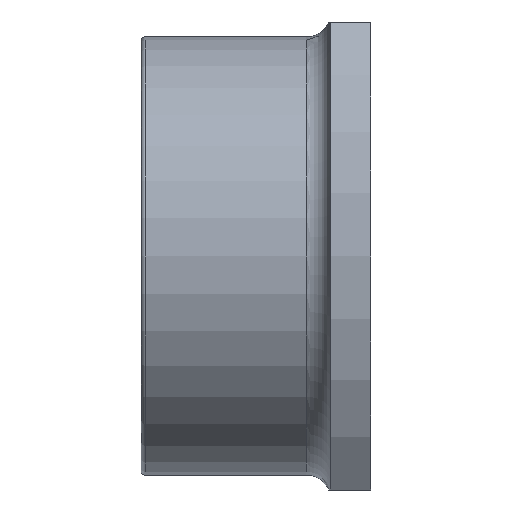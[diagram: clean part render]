
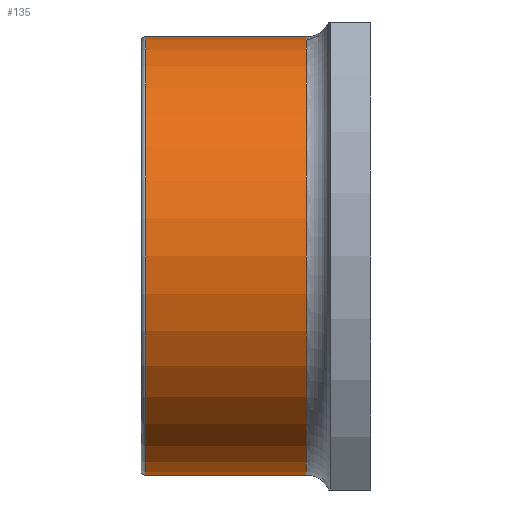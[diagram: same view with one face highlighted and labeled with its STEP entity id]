
A CAD part, left-side view. The second image highlights one B-rep face of the part: STEP entity #135.
In plain terms, the highlighted cylindrical face has radius 27.15 mm (diameter 54.3 mm), a partial arc.
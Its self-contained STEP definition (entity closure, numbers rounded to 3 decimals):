
#45 = VERTEX_POINT ( 'NONE', #913 ) ;
#66 = CARTESIAN_POINT ( 'NONE',  ( 0., 8., 0. ) ) ;
#80 = DIRECTION ( 'NONE',  ( 0., -1., 0. ) ) ;
#91 = DIRECTION ( 'NONE',  ( 0., 0., -1. ) ) ;
#102 = EDGE_CURVE ( 'NONE', #45, #812, #1239, .T. ) ;
#130 = VERTEX_POINT ( 'NONE', #498 ) ;
#132 = DIRECTION ( 'NONE',  ( 0., -1., 0. ) ) ;
#133 = CARTESIAN_POINT ( 'NONE',  ( 0., 28., 27.15 ) ) ;
#135 = ADVANCED_FACE ( 'NONE', ( #936 ), #1159, .T. ) ;
#170 = AXIS2_PLACEMENT_3D ( 'NONE', #999, #132, #364 ) ;
#190 = EDGE_CURVE ( 'NONE', #130, #812, #614, .T. ) ;
#245 = ORIENTED_EDGE ( 'NONE', *, *, #190, .F. ) ;
#269 = DIRECTION ( 'NONE',  ( 0., -1., 0. ) ) ;
#271 = ORIENTED_EDGE ( 'NONE', *, *, #102, .T. ) ;
#273 = DIRECTION ( 'NONE',  ( 0., -1., 0. ) ) ;
#326 = CARTESIAN_POINT ( 'NONE',  ( 0., 8., -27.15 ) ) ;
#364 = DIRECTION ( 'NONE',  ( 0., 0., -1. ) ) ;
#385 = LINE ( 'NONE', #1242, #395 ) ;
#395 = VECTOR ( 'NONE', #273, 1000. ) ;
#424 = EDGE_CURVE ( 'NONE', #576, #130, #385, .T. ) ;
#426 = ORIENTED_EDGE ( 'NONE', *, *, #424, .F. ) ;
#449 = CIRCLE ( 'NONE', #170, 27.15 ) ;
#498 = CARTESIAN_POINT ( 'NONE',  ( 0., 8., 27.15 ) ) ;
#576 = VERTEX_POINT ( 'NONE', #133 ) ;
#614 = CIRCLE ( 'NONE', #853, 27.15 ) ;
#624 = CARTESIAN_POINT ( 'NONE',  ( 0., 0., 0. ) ) ;
#702 = CARTESIAN_POINT ( 'NONE',  ( 0., 0., -27.15 ) ) ;
#797 = AXIS2_PLACEMENT_3D ( 'NONE', #624, #827, #91 ) ;
#812 = VERTEX_POINT ( 'NONE', #326 ) ;
#827 = DIRECTION ( 'NONE',  ( 0., -1., 0. ) ) ;
#853 = AXIS2_PLACEMENT_3D ( 'NONE', #66, #80, #1042 ) ;
#913 = CARTESIAN_POINT ( 'NONE',  ( 0., 28., -27.15 ) ) ;
#936 = FACE_OUTER_BOUND ( 'NONE', #940, .T. ) ;
#940 = EDGE_LOOP ( 'NONE', ( #426, #1059, #271, #245 ) ) ;
#999 = CARTESIAN_POINT ( 'NONE',  ( 0., 28., 0. ) ) ;
#1042 = DIRECTION ( 'NONE',  ( 0., 0., -1. ) ) ;
#1059 = ORIENTED_EDGE ( 'NONE', *, *, #1194, .T. ) ;
#1159 = CYLINDRICAL_SURFACE ( 'NONE', #797, 27.15 ) ;
#1194 = EDGE_CURVE ( 'NONE', #576, #45, #449, .T. ) ;
#1239 = LINE ( 'NONE', #702, #1340 ) ;
#1242 = CARTESIAN_POINT ( 'NONE',  ( 0., 0., 27.15 ) ) ;
#1340 = VECTOR ( 'NONE', #269, 1000. ) ;
